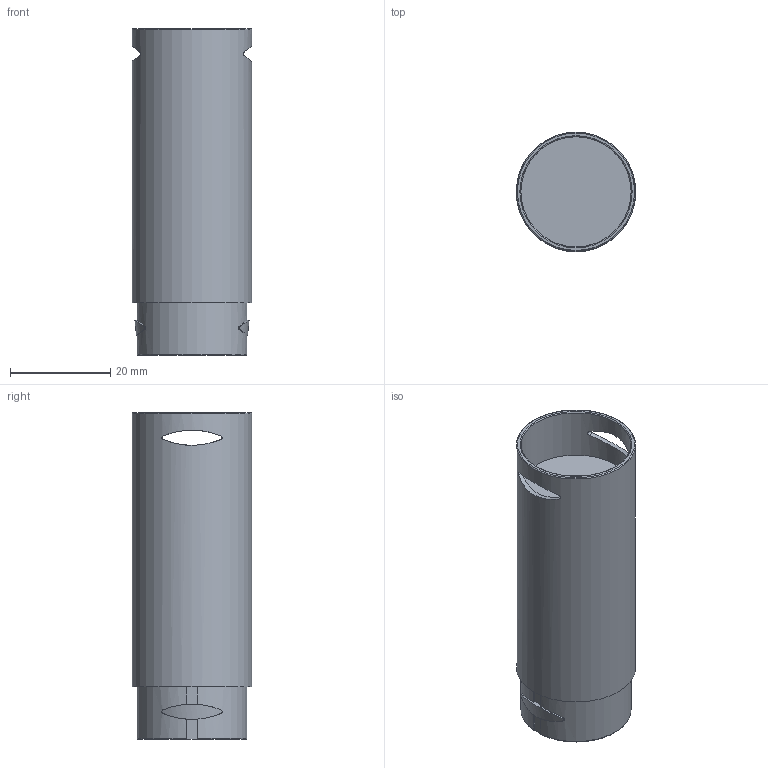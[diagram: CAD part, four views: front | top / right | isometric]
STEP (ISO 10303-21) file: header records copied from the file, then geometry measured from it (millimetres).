
FILE_DESCRIPTION(/* description */ ('STEP AP214'),/* implementation_level */ '2;1');
FILE_NAME(/* name */ '538437_UOMS-3_8',/* time_stamp */ '2024-09-15T16:24:37+02:00',/* author */ ('License CC BY-ND 4.0'),/* organization */ ('CADENAS'),/* preprocessor_version */ 'ST-DEVELOPER v19.3',/* originating_system */ 'PARTsolutions',/* authorisation */ ' ');
FILE_SCHEMA (('AUTOMOTIVE_DESIGN {1 0 10303 214 3 1 1}'));
Length unit declared in the file: millimetre
Products named in the file (1): 538437 UOMS-3/8
Bounding box: 23.8 x 23.8 x 65.2 mm (x, y, z)
Volume: 24286.3 mm3; surface area: 6380.3 mm2
Topology: 1 solids, 1 shells, 42 faces, 118 edges, 78 vertices
Faces by surface type: cylinder 20, plane 16, torus 4, cone 2
Full cylindrical faces by diameter (mm): 22 x1, 23.8 x1
Entity records: 1410 total; most frequent: CARTESIAN_POINT 401, ORIENTED_EDGE 216, DIRECTION 170, EDGE_CURVE 108, VERTEX_POINT 74, AXIS2_PLACEMENT_3D 59, LINE 52, VECTOR 52
